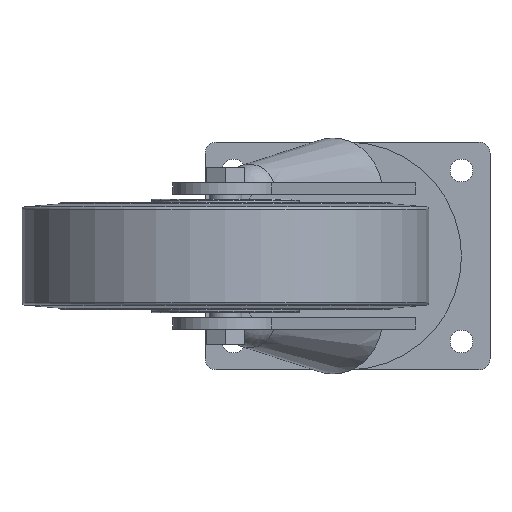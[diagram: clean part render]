
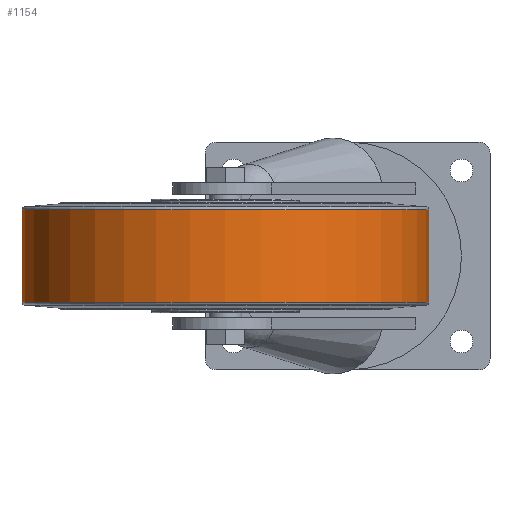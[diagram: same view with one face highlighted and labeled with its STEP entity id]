
A CAD part, front view. The second image highlights one B-rep face of the part: STEP entity #1154.
In plain terms, the highlighted cylindrical face has radius 125 mm (diameter 250 mm), a full revolution.
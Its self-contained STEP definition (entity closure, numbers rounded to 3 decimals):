
#61=CYLINDRICAL_SURFACE('',#1293,125.);
#115=CIRCLE('',#1292,125.);
#116=CIRCLE('',#1294,125.);
#311=ORIENTED_EDGE('',*,*,#512,.T.);
#312=ORIENTED_EDGE('',*,*,#511,.F.);
#511=EDGE_CURVE('',#635,#635,#115,.T.);
#512=EDGE_CURVE('',#636,#636,#116,.T.);
#635=VERTEX_POINT('',#1975);
#636=VERTEX_POINT('',#1978);
#893=EDGE_LOOP('',(#311));
#894=EDGE_LOOP('',(#312));
#1027=FACE_BOUND('',#893,.T.);
#1028=FACE_BOUND('',#894,.T.);
#1154=ADVANCED_FACE('',(#1027,#1028),#61,.T.);
#1292=AXIS2_PLACEMENT_3D('',#1974,#1576,#1577);
#1293=AXIS2_PLACEMENT_3D('',#1976,#1578,#1579);
#1294=AXIS2_PLACEMENT_3D('',#1977,#1580,#1581);
#1576=DIRECTION('',(0.,0.,-1.));
#1577=DIRECTION('',(-1.,0.,0.));
#1578=DIRECTION('',(0.,0.,-1.));
#1579=DIRECTION('',(-1.,0.,0.));
#1580=DIRECTION('',(0.,0.,-1.));
#1581=DIRECTION('',(-1.,0.,0.));
#1974=CARTESIAN_POINT('',(0.,0.,-28.351));
#1975=CARTESIAN_POINT('',(-125.,0.,-28.351));
#1976=CARTESIAN_POINT('',(0.,0.,-35.));
#1977=CARTESIAN_POINT('',(0.,0.,28.351));
#1978=CARTESIAN_POINT('',(-125.,0.,28.351));
